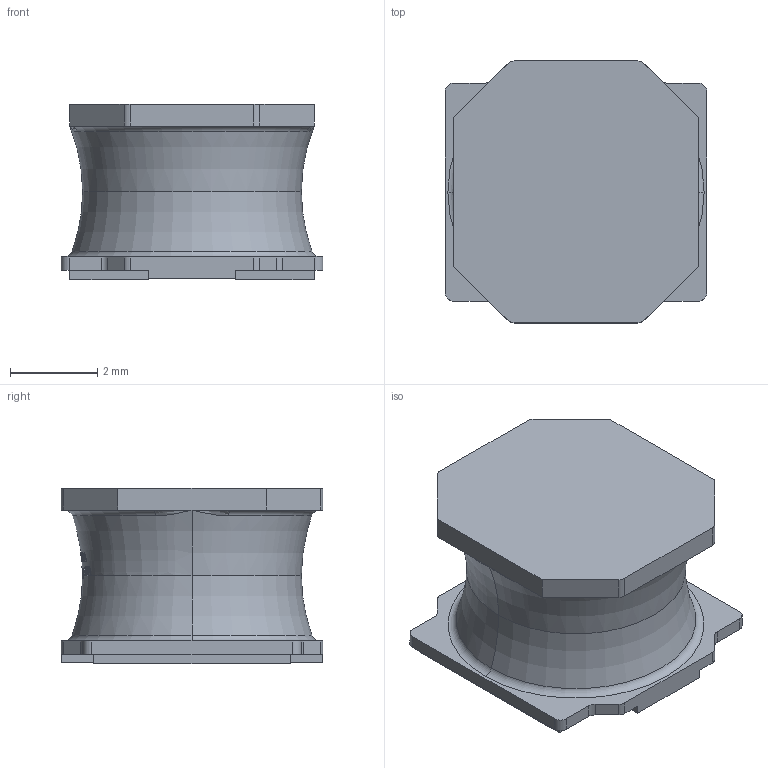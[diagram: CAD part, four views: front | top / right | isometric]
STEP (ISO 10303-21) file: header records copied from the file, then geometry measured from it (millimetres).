
FILE_DESCRIPTION (( 'STEP AP214' ), '1' );
FILE_NAME ('IND-SMD_L6.0-W6.0_MPL-SE6040.STEP', '2024-09-05T00:50:13', ( 'PC' ), ( 'Microsoft' ), 'SwSTEP 2.0', 'SolidWorks 2020', '' );
FILE_SCHEMA (( 'AUTOMOTIVE_DESIGN' ));
Length unit declared in the file: millimetre
Products named in the file (1): IND-SMD_L6.0-W6.0_MPL-SE6040
Bounding box: 6 x 6 x 4.02 mm (x, y, z)
Volume: 95.2 mm3; surface area: 185.4 mm2
Topology: 3 solids, 3 shells, 290 faces, 790 edges, 520 vertices
Faces by surface type: bspline 198, plane 41, torus 29, cylinder 16, cone 6
Entity records: 14832 total; most frequent: CARTESIAN_POINT 6039, ORIENTED_EDGE 1572, EDGE_CURVE 786, B_SPLINE_CURVE_WITH_KNOTS 612, VERTEX_POINT 520, DIRECTION 416, EDGE_LOOP 308, UNCERTAINTY_MEASURE_WITH_UNIT 295
